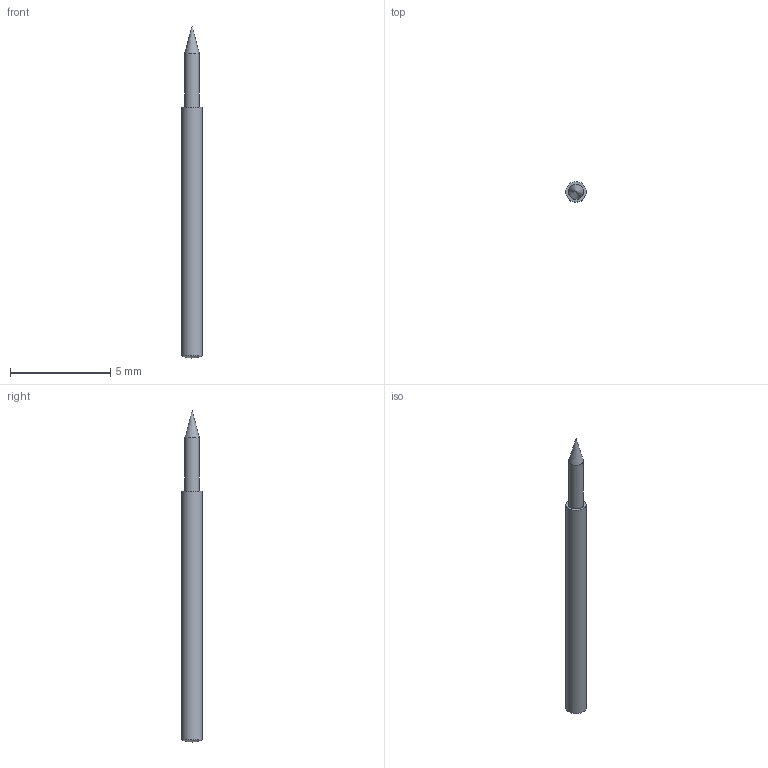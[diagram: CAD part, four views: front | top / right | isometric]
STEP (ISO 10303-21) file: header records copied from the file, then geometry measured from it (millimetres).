
FILE_DESCRIPTION(/* description */ (''),/* implementation_level */ '2;1');
FILE_NAME(/* name */ 'Pogo_pins_P75-B1.stp',/* time_stamp */ '2018-02-14T21:06:15+01:00',/* author */ (''),/* organization */ (''),/* preprocessor_version */ 'ST-DEVELOPER v16',/* originating_system */ 'SIEMENS PLM Software NX 11.0',/* authorisation */ '');
FILE_SCHEMA (('AUTOMOTIVE_DESIGN { 1 0 10303 214 3 1 1 1 }'));
Length unit declared in the file: millimetre
Products named in the file (1): Mare2E80B2145kmc
Bounding box: 1.02 x 1.02 x 16.54 mm (x, y, z)
Volume: 5.8 mm3; surface area: 79.5 mm2
Topology: 2 solids, 2 shells, 8 faces, 16 edges, 10 vertices
Faces by surface type: cylinder 3, plane 2, bspline 2, cone 1
Full cylindrical faces by diameter (mm): 0.74 x1, 0.77 x1, 1.02 x1
Entity records: 240 total; most frequent: CARTESIAN_POINT 78, DIRECTION 26, FACE_BOUND 14, AXIS2_PLACEMENT_3D 13, EDGE_LOOP 12, ORIENTED_EDGE 12, VERTEX_POINT 9, ADVANCED_FACE 8
